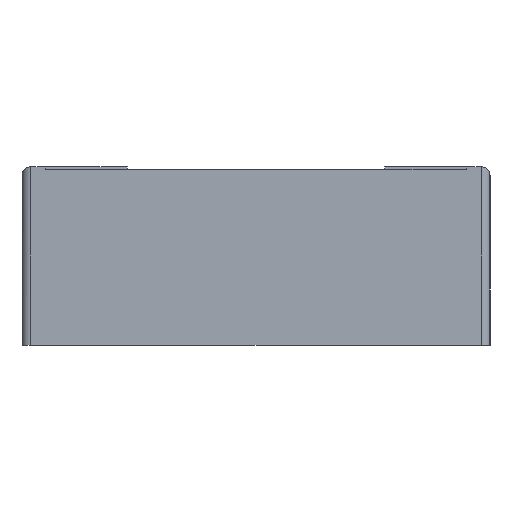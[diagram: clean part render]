
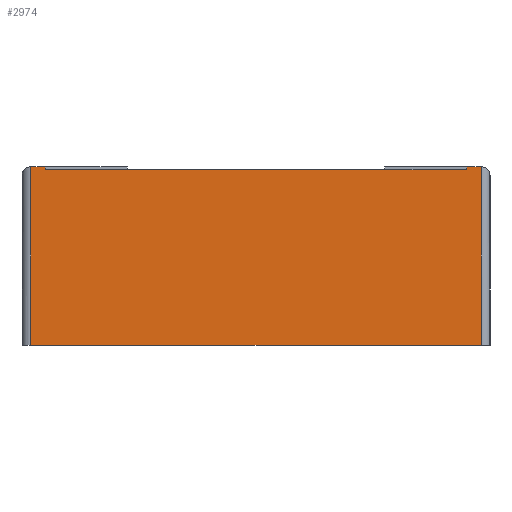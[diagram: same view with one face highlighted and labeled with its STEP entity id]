
A CAD part, left-side view. The second image highlights one B-rep face of the part: STEP entity #2974.
In plain terms, the highlighted planar face has unit normal (-1, 0, 0).
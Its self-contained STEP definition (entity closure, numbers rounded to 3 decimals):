
#1767=CARTESIAN_POINT('',(0.168,1.51,0.601));
#1768=VERTEX_POINT('',#1767);
#1775=CARTESIAN_POINT('',(0.168,0.63,0.601));
#1776=VERTEX_POINT('',#1775);
#1777=CARTESIAN_POINT('',(0.168,0.63,0.601));
#1778=DIRECTION('',(0.0,1.0,0.0));
#1779=VECTOR('',#1778,0.88);
#1780=LINE('',#1777,#1779);
#1781=EDGE_CURVE('',#1776,#1768,#1780,.T.);
#2736=CARTESIAN_POINT('',(0.168,1.84,0.0));
#2737=VERTEX_POINT('',#2736);
#2745=CARTESIAN_POINT('',(0.168,1.84,0.61));
#2746=VERTEX_POINT('',#2745);
#2747=CARTESIAN_POINT('',(0.168,1.84,0.0));
#2748=DIRECTION('',(0.0,0.0,1.0));
#2749=VECTOR('',#2748,0.61);
#2750=LINE('',#2747,#2749);
#2751=EDGE_CURVE('',#2737,#2746,#2750,.T.);
#2846=CARTESIAN_POINT('',(0.168,1.79,0.61));
#2847=VERTEX_POINT('',#2846);
#2848=CARTESIAN_POINT('',(0.168,1.79,0.61));
#2849=DIRECTION('',(0.0,1.0,0.0));
#2850=VECTOR('',#2849,0.05);
#2851=LINE('',#2848,#2850);
#2852=EDGE_CURVE('',#2847,#2746,#2851,.T.);
#2896=CARTESIAN_POINT('',(0.168,1.07,0.3));
#2897=DIRECTION('',(1.0,0.0,0.0));
#2898=DIRECTION('',(0.0,0.0,-1.0));
#2899=AXIS2_PLACEMENT_3D('',#2896,#2897,#2898);
#2900=PLANE('',#2899);
#2901=ORIENTED_EDGE('',*,*,#2751,.F.);
#2902=CARTESIAN_POINT('',(0.168,0.3,0.0));
#2903=VERTEX_POINT('',#2902);
#2904=CARTESIAN_POINT('',(0.168,0.3,0.0));
#2905=DIRECTION('',(0.0,1.0,0.0));
#2906=VECTOR('',#2905,1.54);
#2907=LINE('',#2904,#2906);
#2908=EDGE_CURVE('',#2903,#2737,#2907,.T.);
#2909=ORIENTED_EDGE('',*,*,#2908,.F.);
#2910=CARTESIAN_POINT('',(0.168,0.3,0.61));
#2911=VERTEX_POINT('',#2910);
#2912=CARTESIAN_POINT('',(0.168,0.3,0.61));
#2913=DIRECTION('',(0.0,0.0,-1.0));
#2914=VECTOR('',#2913,0.61);
#2915=LINE('',#2912,#2914);
#2916=EDGE_CURVE('',#2911,#2903,#2915,.T.);
#2917=ORIENTED_EDGE('',*,*,#2916,.F.);
#2918=CARTESIAN_POINT('',(0.168,0.35,0.61));
#2919=VERTEX_POINT('',#2918);
#2920=CARTESIAN_POINT('',(0.168,0.3,0.61));
#2921=DIRECTION('',(0.0,1.0,0.0));
#2922=VECTOR('',#2921,0.05);
#2923=LINE('',#2920,#2922);
#2924=EDGE_CURVE('',#2911,#2919,#2923,.T.);
#2925=ORIENTED_EDGE('',*,*,#2924,.T.);
#2926=CARTESIAN_POINT('',(0.168,0.35,0.6));
#2927=VERTEX_POINT('',#2926);
#2928=CARTESIAN_POINT('',(0.168,0.35,0.6));
#2929=DIRECTION('',(0.0,0.0,1.0));
#2930=VECTOR('',#2929,0.01);
#2931=LINE('',#2928,#2930);
#2932=EDGE_CURVE('',#2927,#2919,#2931,.T.);
#2933=ORIENTED_EDGE('',*,*,#2932,.F.);
#2934=CARTESIAN_POINT('',(0.168,0.63,0.6));
#2935=VERTEX_POINT('',#2934);
#2936=CARTESIAN_POINT('',(0.168,0.63,0.6));
#2937=DIRECTION('',(0.0,-1.0,0.0));
#2938=VECTOR('',#2937,0.28);
#2939=LINE('',#2936,#2938);
#2940=EDGE_CURVE('',#2935,#2927,#2939,.T.);
#2941=ORIENTED_EDGE('',*,*,#2940,.F.);
#2942=CARTESIAN_POINT('',(0.168,0.63,0.6));
#2943=DIRECTION('',(0.0,0.0,1.0));
#2944=VECTOR('',#2943,0.001);
#2945=LINE('',#2942,#2944);
#2946=EDGE_CURVE('',#2935,#1776,#2945,.T.);
#2947=ORIENTED_EDGE('',*,*,#2946,.T.);
#2948=ORIENTED_EDGE('',*,*,#1781,.T.);
#2949=CARTESIAN_POINT('',(0.168,1.51,0.6));
#2950=VERTEX_POINT('',#2949);
#2951=CARTESIAN_POINT('',(0.168,1.51,0.6));
#2952=DIRECTION('',(0.0,0.0,1.0));
#2953=VECTOR('',#2952,0.001);
#2954=LINE('',#2951,#2953);
#2955=EDGE_CURVE('',#2950,#1768,#2954,.T.);
#2956=ORIENTED_EDGE('',*,*,#2955,.F.);
#2957=CARTESIAN_POINT('',(0.168,1.79,0.6));
#2958=VERTEX_POINT('',#2957);
#2959=CARTESIAN_POINT('',(0.168,1.79,0.6));
#2960=DIRECTION('',(0.0,-1.0,0.0));
#2961=VECTOR('',#2960,0.28);
#2962=LINE('',#2959,#2961);
#2963=EDGE_CURVE('',#2958,#2950,#2962,.T.);
#2964=ORIENTED_EDGE('',*,*,#2963,.F.);
#2965=CARTESIAN_POINT('',(0.168,1.79,0.6));
#2966=DIRECTION('',(0.0,0.0,1.0));
#2967=VECTOR('',#2966,0.01);
#2968=LINE('',#2965,#2967);
#2969=EDGE_CURVE('',#2958,#2847,#2968,.T.);
#2970=ORIENTED_EDGE('',*,*,#2969,.T.);
#2971=ORIENTED_EDGE('',*,*,#2852,.T.);
#2972=EDGE_LOOP('',(#2901,#2909,#2917,#2925,#2933,#2941,#2947,#2948,#2956,#2964,#2970,#2971));
#2973=FACE_OUTER_BOUND('',#2972,.T.);
#2974=ADVANCED_FACE('',(#2973),#2900,.F.);
